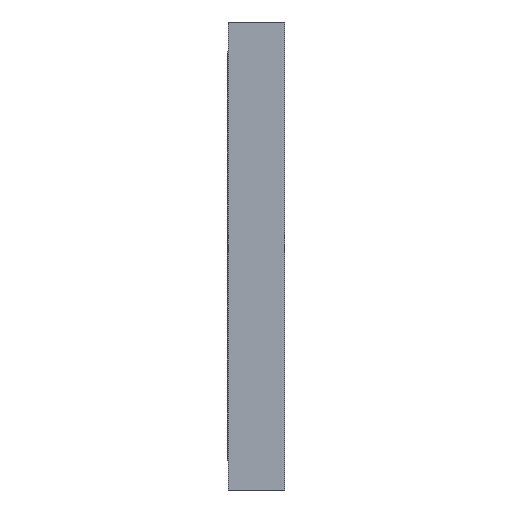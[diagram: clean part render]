
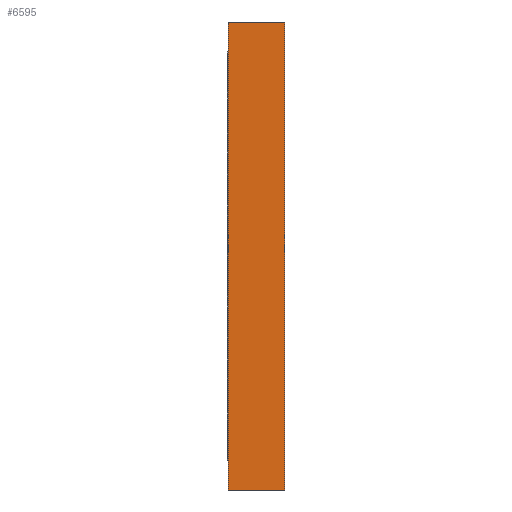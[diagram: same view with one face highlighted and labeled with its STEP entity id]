
A CAD part, left-side view. The second image highlights one B-rep face of the part: STEP entity #6595.
In plain terms, the highlighted planar face has unit normal (-1, 0, 0).
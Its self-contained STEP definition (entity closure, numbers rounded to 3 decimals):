
#626 = VERTEX_POINT ( 'NONE', #8184 ) ;
#648 = LINE ( 'NONE', #5941, #5999 ) ;
#786 = ORIENTED_EDGE ( 'NONE', *, *, #8268, .F. ) ;
#898 = LINE ( 'NONE', #8246, #2155 ) ;
#1011 = AXIS2_PLACEMENT_3D ( 'NONE', #5944, #6434, #3367 ) ;
#1616 = CARTESIAN_POINT ( 'NONE',  ( -30., 26.5, -283.592 ) ) ;
#1931 = ORIENTED_EDGE ( 'NONE', *, *, #7106, .F. ) ;
#2059 = VERTEX_POINT ( 'NONE', #3994 ) ;
#2155 = VECTOR ( 'NONE', #4130, 1000. ) ;
#2716 = LINE ( 'NONE', #1616, #8438 ) ;
#3367 = DIRECTION ( 'NONE',  ( 0., -1., 0. ) ) ;
#3736 = VERTEX_POINT ( 'NONE', #8223 ) ;
#3994 = CARTESIAN_POINT ( 'NONE',  ( -30., 0., -218. ) ) ;
#4011 = DIRECTION ( 'NONE',  ( 0., -1., 0. ) ) ;
#4130 = DIRECTION ( 'NONE',  ( 0., 1., 0. ) ) ;
#4282 = DIRECTION ( 'NONE',  ( 0., 0., 1. ) ) ;
#4285 = DIRECTION ( 'NONE',  ( 0., 0., 1. ) ) ;
#4404 = FACE_OUTER_BOUND ( 'NONE', #6291, .T. ) ;
#4685 = ORIENTED_EDGE ( 'NONE', *, *, #8593, .T. ) ;
#5689 = LINE ( 'NONE', #7236, #9117 ) ;
#5941 = CARTESIAN_POINT ( 'NONE',  ( -30., 0., -283.592 ) ) ;
#5944 = CARTESIAN_POINT ( 'NONE',  ( -30., 0., -283.592 ) ) ;
#5999 = VECTOR ( 'NONE', #4282, 1000. ) ;
#6291 = EDGE_LOOP ( 'NONE', ( #8621, #4685, #786, #1931 ) ) ;
#6434 = DIRECTION ( 'NONE',  ( -1., 0., 0. ) ) ;
#6595 = ADVANCED_FACE ( 'NONE', ( #4404 ), #7508, .T. ) ;
#7106 = EDGE_CURVE ( 'NONE', #626, #3736, #2716, .T. ) ;
#7236 = CARTESIAN_POINT ( 'NONE',  ( -30., 0., 0. ) ) ;
#7508 = PLANE ( 'NONE',  #1011 ) ;
#8184 = CARTESIAN_POINT ( 'NONE',  ( -30., 26.5, -218. ) ) ;
#8223 = CARTESIAN_POINT ( 'NONE',  ( -30., 26.5, 0. ) ) ;
#8227 = CARTESIAN_POINT ( 'NONE',  ( -30., 0., 0. ) ) ;
#8246 = CARTESIAN_POINT ( 'NONE',  ( -30., 0., -218. ) ) ;
#8268 = EDGE_CURVE ( 'NONE', #3736, #8557, #5689, .T. ) ;
#8438 = VECTOR ( 'NONE', #4285, 1000. ) ;
#8557 = VERTEX_POINT ( 'NONE', #8227 ) ;
#8593 = EDGE_CURVE ( 'NONE', #2059, #8557, #648, .T. ) ;
#8621 = ORIENTED_EDGE ( 'NONE', *, *, #8931, .F. ) ;
#8931 = EDGE_CURVE ( 'NONE', #2059, #626, #898, .T. ) ;
#9117 = VECTOR ( 'NONE', #4011, 1000. ) ;
